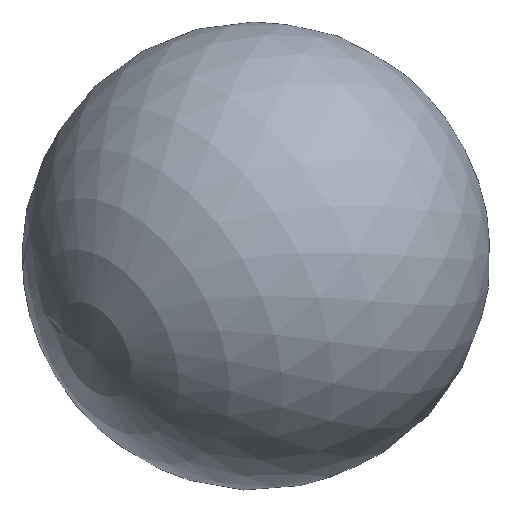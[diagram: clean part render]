
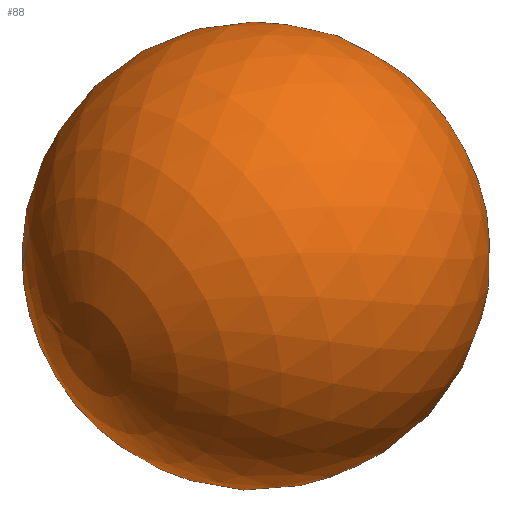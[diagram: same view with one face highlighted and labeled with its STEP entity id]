
A CAD part, isometric view. The second image highlights one B-rep face of the part: STEP entity #88.
In plain terms, the highlighted spherical face has radius 0.9 mm.
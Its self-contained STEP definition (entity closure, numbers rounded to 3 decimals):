
#88=ADVANCED_FACE('',(#90),#89,.T.);
#89=SPHERICAL_SURFACE('',#100,0.9);
#90=FACE_OUTER_BOUND('',#91,.T.);
#91=EDGE_LOOP('',(#92,#93));
#92=ORIENTED_EDGE('',*,*,#96,.T.);
#93=ORIENTED_EDGE('',*,*,#96,.F.);
#94=VERTEX_POINT('',#109);
#95=VERTEX_POINT('',#110);
#96=EDGE_CURVE('',#94,#95,#97,.T.);
#97=CIRCLE('',#99,0.9);
#99=AXIS2_PLACEMENT_3D('',#108,#103,#104);
#100=AXIS2_PLACEMENT_3D('',#111,#105,#106);
#103=DIRECTION('',(0.,0.,1.));
#104=DIRECTION('',(0.,1.,0.));
#105=DIRECTION('',(1.,0.,0.));
#106=DIRECTION('',(0.,-1.,0.));
#108=CARTESIAN_POINT('',(0.,0.,0.));
#109=CARTESIAN_POINT('',(0.9,0.,0.));
#110=CARTESIAN_POINT('',(-0.9,0.,0.));
#111=CARTESIAN_POINT('',(0.,0.,0.));
